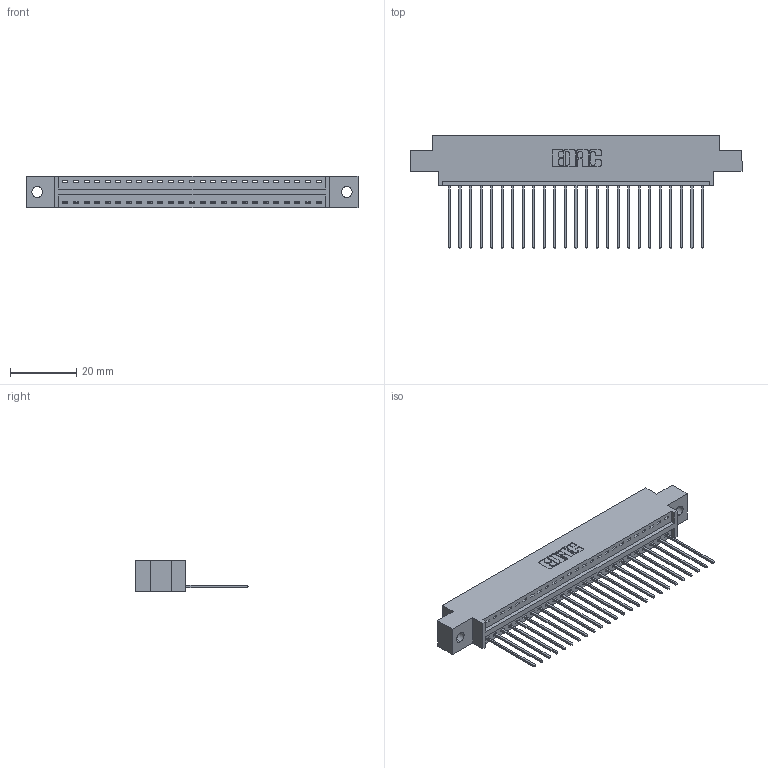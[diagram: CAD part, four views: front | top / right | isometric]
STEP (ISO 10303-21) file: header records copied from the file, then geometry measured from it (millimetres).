
FILE_DESCRIPTION (( 'STEP AP203' ), '1' );
FILE_NAME ('396-025-541-602.STEP', '2019-10-27T06:48:53', ( '' ), ( '' ), 'SwSTEP 2.0', 'SolidWorks 2016', '' );
FILE_SCHEMA (( 'CONFIG_CONTROL_DESIGN' ));
Length unit declared in the file: inch
Products named in the file (3): 346 Part_0.170 Offset - 0.128 Dia; 345-292-001_345-293-141; 396-025-541-602
Assembly tree (26 placements, depth 2):
  396-025-541-602
    346 Part_0.170 Offset - 0.128 Dia
    345-292-001_345-293-141  x25
Bounding box: 99.95 x 34.29 x 9.4 mm (x, y, z)
Volume: 9341.4 mm3; surface area: 11874 mm2
Topology: 26 solids, 26 shells, 1576 faces, 4741 edges, 3126 vertices
Faces by surface type: plane 1080, cylinder 496
Entity records: 17957 total; most frequent: CARTESIAN_POINT 3091, ORIENTED_EDGE 3050, DIRECTION 2747, EDGE_CURVE 1525, VECTOR 1293, LINE 1293, VERTEX_POINT 1014, AXIS2_PLACEMENT_3D 727
